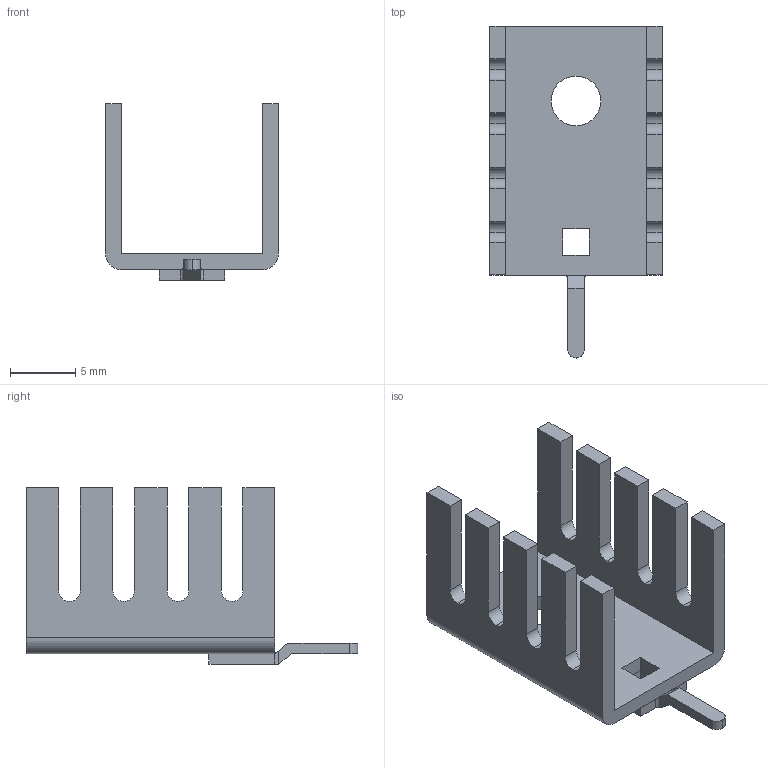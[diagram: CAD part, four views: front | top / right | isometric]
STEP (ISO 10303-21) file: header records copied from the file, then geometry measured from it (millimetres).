
FILE_DESCRIPTION(('STEP AP242'),'1');
FILE_NAME('v7237c.stp','2023-07-23T16:34:49',('TraceParts'),('TraceParts S.A.'),'Spatial InterOp 3D',' ',' ');
FILE_SCHEMA(('AP242_MANAGED_MODEL_BASED_3D_ENGINEERING_MIM_LF {1 0 10303 442 1 1 4}'));
Length unit declared in the file: millimetre
Products named in the file (1): v7237c_1
Bounding box: 13.21 x 25.4 x 13.5 mm (x, y, z)
Volume: 688.6 mm3; surface area: 1512.3 mm2
Topology: 2 solids, 2 shells, 79 faces, 223 edges, 148 vertices
Faces by surface type: plane 55, cylinder 24
Entity records: 2578 total; most frequent: CARTESIAN_POINT 458, ORIENTED_EDGE 446, DIRECTION 429, EDGE_CURVE 223, LINE 175, VECTOR 175, VERTEX_POINT 148, AXIS2_PLACEMENT_3D 127
